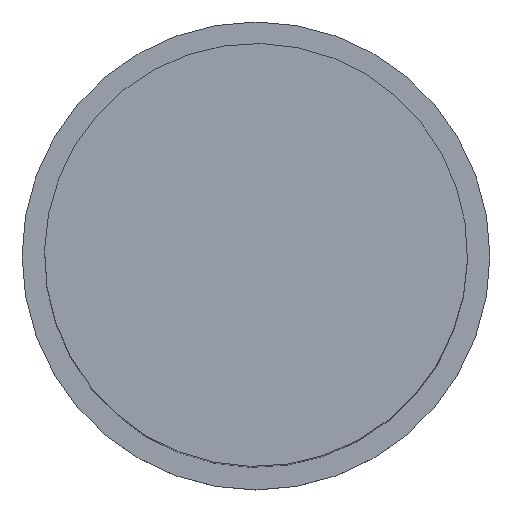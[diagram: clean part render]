
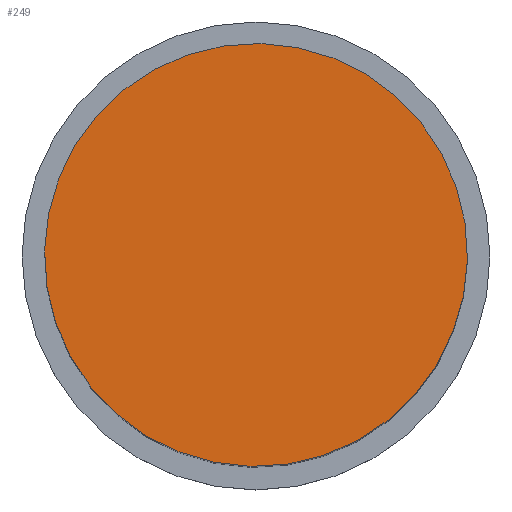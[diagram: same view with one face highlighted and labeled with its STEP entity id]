
A CAD part, top view. The second image highlights one B-rep face of the part: STEP entity #249.
In plain terms, the highlighted planar face has unit normal (0, 0, 1).
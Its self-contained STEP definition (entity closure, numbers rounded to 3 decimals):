
#211=AXIS2_PLACEMENT_3D('Circle Axis2P3D',#209,#210,$) ;
#230=AXIS2_PLACEMENT_3D('Circle Axis2P3D',#228,#229,$) ;
#243=AXIS2_PLACEMENT_3D('Plane Axis2P3D',#240,#241,#242) ;
#206=CARTESIAN_POINT('Vertex',(-1.127,2.062,6.35)) ;
#209=CARTESIAN_POINT('Axis2P3D Location',(0.,0.,6.35)) ;
#213=CARTESIAN_POINT('Vertex',(1.127,-2.062,6.35)) ;
#228=CARTESIAN_POINT('Axis2P3D Location',(0.,0.,6.35)) ;
#240=CARTESIAN_POINT('Axis2P3D Location',(0.,2.35,6.35)) ;
#210=DIRECTION('Axis2P3D Direction',(0.,0.,1.)) ;
#229=DIRECTION('Axis2P3D Direction',(0.,0.,1.)) ;
#241=DIRECTION('Axis2P3D Direction',(0.,0.,1.)) ;
#242=DIRECTION('Axis2P3D XDirection',(1.,0.,0.)) ;
#246=ORIENTED_EDGE('',*,*,#215,.T.) ;
#247=ORIENTED_EDGE('',*,*,#232,.T.) ;
#249=ADVANCED_FACE('Join.4',(#248),#244,.T.) ;
#212=CIRCLE('generated circle',#211,2.35) ;
#231=CIRCLE('generated circle',#230,2.35) ;
#215=EDGE_CURVE('',#214,#207,#212,.T.) ;
#232=EDGE_CURVE('',#207,#214,#231,.T.) ;
#245=EDGE_LOOP('',(#246,#247)) ;
#248=FACE_OUTER_BOUND('',#245,.T.) ;
#244=PLANE('',#243) ;
#207=VERTEX_POINT('',#206) ;
#214=VERTEX_POINT('',#213) ;
